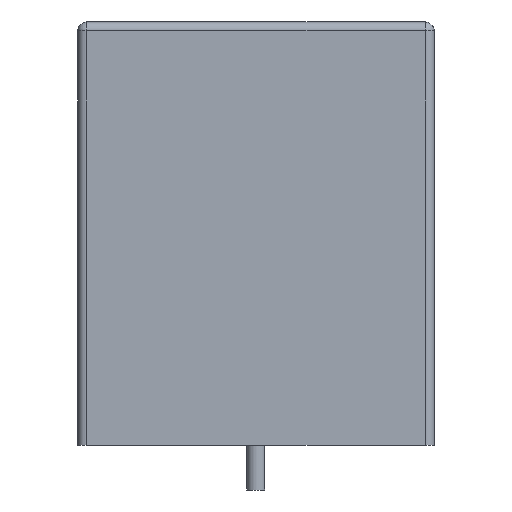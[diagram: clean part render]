
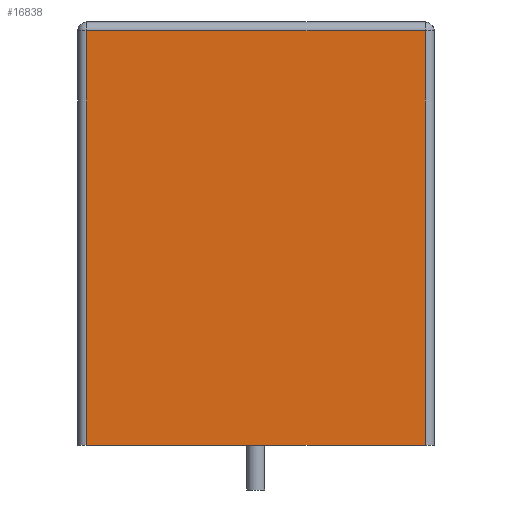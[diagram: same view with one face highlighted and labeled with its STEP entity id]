
A CAD part, left-side view. The second image highlights one B-rep face of the part: STEP entity #16838.
In plain terms, the highlighted planar face has unit normal (-1, 0, 0).
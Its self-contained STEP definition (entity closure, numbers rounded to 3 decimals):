
#1044=PLANE('',#17521);
#1949=FACE_OUTER_BOUND('',#2950,.T.);
#2950=EDGE_LOOP('',(#15796,#15797,#15798,#15799));
#4681=LINE('',#30293,#6416);
#4683=LINE('',#30304,#6418);
#4686=LINE('',#30309,#6421);
#4690=LINE('',#30317,#6425);
#6416=VECTOR('',#20548,10.);
#6418=VECTOR('',#20562,10.);
#6421=VECTOR('',#20569,10.);
#6425=VECTOR('',#20581,10.);
#8619=VERTEX_POINT('',#30286);
#8621=VERTEX_POINT('',#30291);
#8622=VERTEX_POINT('',#30296);
#8624=VERTEX_POINT('',#30302);
#11007=EDGE_CURVE('',#8621,#8619,#4681,.T.);
#11013=EDGE_CURVE('',#8622,#8624,#4683,.T.);
#11016=EDGE_CURVE('',#8619,#8622,#4686,.T.);
#11020=EDGE_CURVE('',#8624,#8621,#4690,.T.);
#15796=ORIENTED_EDGE('',*,*,#11007,.F.);
#15797=ORIENTED_EDGE('',*,*,#11020,.F.);
#15798=ORIENTED_EDGE('',*,*,#11013,.F.);
#15799=ORIENTED_EDGE('',*,*,#11016,.F.);
#16838=ADVANCED_FACE('',(#1949),#1044,.T.);
#17521=AXIS2_PLACEMENT_3D('',#30316,#20579,#20580);
#20548=DIRECTION('',(0.,0.,1.));
#20562=DIRECTION('',(0.,0.,-1.));
#20569=DIRECTION('',(0.,-1.,0.));
#20579=DIRECTION('center_axis',(-1.,0.,0.));
#20580=DIRECTION('ref_axis',(0.,-1.,0.));
#20581=DIRECTION('',(0.,1.,0.));
#30286=CARTESIAN_POINT('',(-15.,7.6,18.6));
#30291=CARTESIAN_POINT('',(-15.,7.6,0.));
#30293=CARTESIAN_POINT('',(-15.,7.6,0.));
#30296=CARTESIAN_POINT('',(-15.,-7.6,18.6));
#30302=CARTESIAN_POINT('',(-15.,-7.6,0.));
#30304=CARTESIAN_POINT('',(-15.,-7.6,0.));
#30309=CARTESIAN_POINT('',(-15.,4.,18.6));
#30316=CARTESIAN_POINT('Origin',(-15.,8.,0.));
#30317=CARTESIAN_POINT('',(-15.,-8.,0.));
